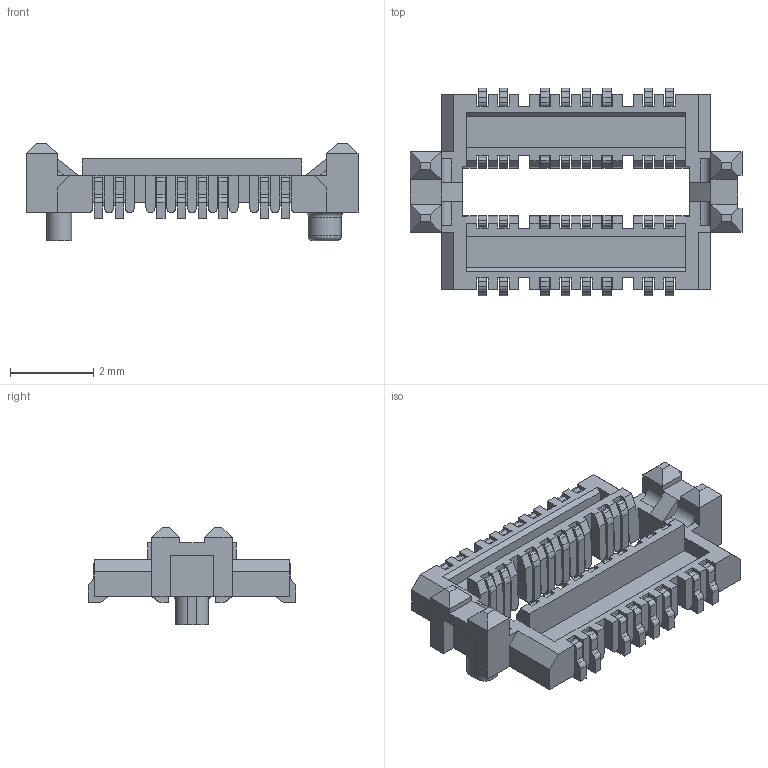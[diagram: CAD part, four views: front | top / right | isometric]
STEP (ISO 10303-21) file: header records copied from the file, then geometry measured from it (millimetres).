
FILE_DESCRIPTION(/* description */ (''),/* implementation_level */ '2;1');
FILE_NAME(/* name */ 'HV TLH-010-0.50-G-D-A.stp',/* time_stamp */ '2021-04-28T13:18:36-07:00',/* author */ (''),/* organization */ (''),/* preprocessor_version */ 'ST-DEVELOPER v15.2',/* originating_system */ 'Autodesk Translator Framework v2.0.0.5431',/* authorisation */ '');
FILE_SCHEMA (('AUTOMOTIVE_DESIGN { 1 0 10303 214 3 1 1 }'));
Length unit declared in the file: centimetre
Products named in the file (1): HV TLH 10 pin model
Bounding box: 8 x 5 x 2.36 mm (x, y, z)
Volume: 22.8 mm3; surface area: 195.9 mm2
Topology: 7 solids, 7 shells, 843 faces, 2459 edges, 1629 vertices
Faces by surface type: plane 572, cylinder 269, torus 2
Full cylindrical faces by diameter (mm): 0.8 x1
Entity records: 27778 total; most frequent: CARTESIAN_POINT 4927, ORIENTED_EDGE 4910, DIRECTION 4683, EDGE_CURVE 2455, LINE 1915, VECTOR 1915, VERTEX_POINT 1628, AXIS2_PLACEMENT_3D 1384
